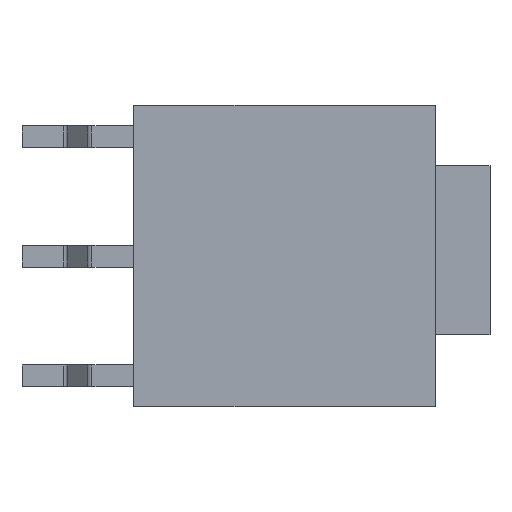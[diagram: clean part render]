
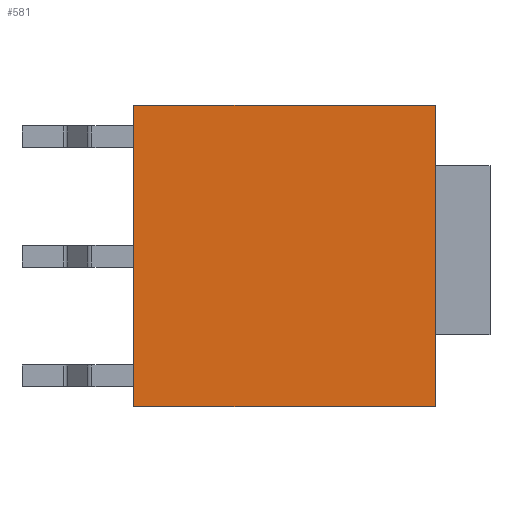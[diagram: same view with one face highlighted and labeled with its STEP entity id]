
A CAD part, top view. The second image highlights one B-rep face of the part: STEP entity #581.
In plain terms, the highlighted planar face has unit normal (0, 0, 1).
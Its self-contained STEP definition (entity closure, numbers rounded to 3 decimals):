
#409 = VERTEX_POINT('',#410);
#410 = CARTESIAN_POINT('',(2.15,-0.385,1.5));
#425 = VERTEX_POINT('',#426);
#426 = CARTESIAN_POINT('',(2.15,5.415,1.5));
#432 = EDGE_CURVE('',#409,#425,#433,.T.);
#433 = LINE('',#434,#435);
#434 = CARTESIAN_POINT('',(2.15,-0.385,1.5));
#435 = VECTOR('',#436,1.);
#436 = DIRECTION('',(0.,1.,0.));
#563 = EDGE_CURVE('',#409,#564,#566,.T.);
#564 = VERTEX_POINT('',#565);
#565 = CARTESIAN_POINT('',(7.95,-0.385,1.5));
#566 = LINE('',#567,#568);
#567 = CARTESIAN_POINT('',(2.15,-0.385,1.5));
#568 = VECTOR('',#569,1.);
#569 = DIRECTION('',(1.,0.,0.));
#581 = ADVANCED_FACE('',(#582),#600,.T.);
#582 = FACE_BOUND('',#583,.T.);
#583 = EDGE_LOOP('',(#584,#585,#586,#594));
#584 = ORIENTED_EDGE('',*,*,#432,.F.);
#585 = ORIENTED_EDGE('',*,*,#563,.T.);
#586 = ORIENTED_EDGE('',*,*,#587,.T.);
#587 = EDGE_CURVE('',#564,#588,#590,.T.);
#588 = VERTEX_POINT('',#589);
#589 = CARTESIAN_POINT('',(7.95,5.415,1.5));
#590 = LINE('',#591,#592);
#591 = CARTESIAN_POINT('',(7.95,-0.385,1.5));
#592 = VECTOR('',#593,1.);
#593 = DIRECTION('',(0.,1.,0.));
#594 = ORIENTED_EDGE('',*,*,#595,.F.);
#595 = EDGE_CURVE('',#425,#588,#596,.T.);
#596 = LINE('',#597,#598);
#597 = CARTESIAN_POINT('',(2.15,5.415,1.5));
#598 = VECTOR('',#599,1.);
#599 = DIRECTION('',(1.,0.,0.));
#600 = PLANE('',#601);
#601 = AXIS2_PLACEMENT_3D('',#602,#603,#604);
#602 = CARTESIAN_POINT('',(2.15,-0.385,1.5));
#603 = DIRECTION('',(0.,0.,1.));
#604 = DIRECTION('',(1.,0.,0.));
